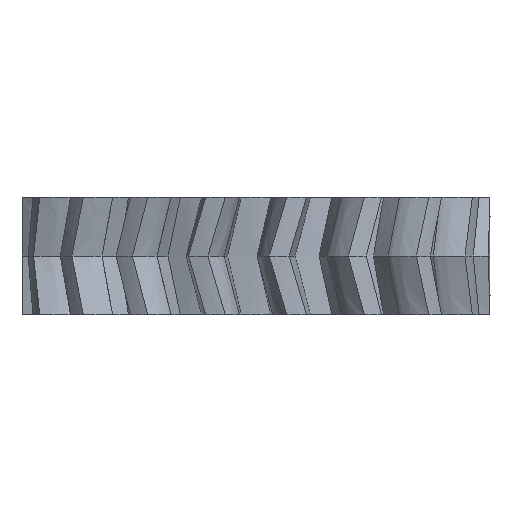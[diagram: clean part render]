
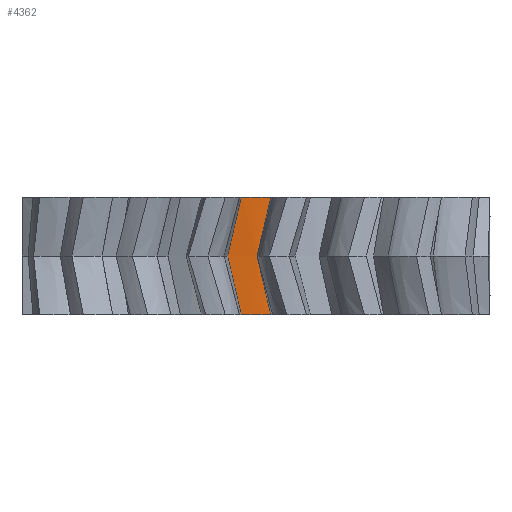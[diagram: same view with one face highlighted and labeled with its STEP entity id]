
A CAD part, front view. The second image highlights one B-rep face of the part: STEP entity #4362.
In plain terms, the highlighted cylindrical face has radius 7.75 mm (diameter 15.5 mm), a partial arc.
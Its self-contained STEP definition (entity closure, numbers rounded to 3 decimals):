
#266=B_SPLINE_CURVE_WITH_KNOTS('',3,(#17075,#17076,#17077,#17078,#17079,
#17080),.UNSPECIFIED.,.F.,.F.,(4,2,4),(0.,0.128,0.257),
 .UNSPECIFIED.);
#269=B_SPLINE_CURVE_WITH_KNOTS('',3,(#17128,#17129,#17130,#17131,#17132,
#17133),.UNSPECIFIED.,.F.,.F.,(4,2,4),(0.,0.128,0.257),
 .UNSPECIFIED.);
#411=B_SPLINE_CURVE_WITH_KNOTS('',3,(#36728,#36729,#36730,#36731,#36732,
#36733),.UNSPECIFIED.,.F.,.F.,(4,2,4),(0.,0.128,0.257),
 .UNSPECIFIED.);
#412=B_SPLINE_CURVE_WITH_KNOTS('',3,(#36736,#36737,#36738,#36739,#36740,
#36741),.UNSPECIFIED.,.F.,.F.,(4,2,4),(0.,0.128,0.257),
 .UNSPECIFIED.);
#936=FACE_OUTER_BOUND('',#1211,.T.);
#1211=EDGE_LOOP('',(#3706,#3707,#3708,#3709,#3710,#3711));
#1578=CIRCLE('',#4527,7.75);
#1605=CIRCLE('',#4557,7.75);
#1794=VERTEX_POINT('',#15871);
#1795=VERTEX_POINT('',#15873);
#1810=VERTEX_POINT('',#17074);
#1813=VERTEX_POINT('',#17127);
#1955=VERTEX_POINT('',#29260);
#1956=VERTEX_POINT('',#29262);
#2249=EDGE_CURVE('',#1794,#1795,#1578,.T.);
#2272=EDGE_CURVE('',#1795,#1810,#266,.T.);
#2277=EDGE_CURVE('',#1813,#1794,#269,.T.);
#2541=EDGE_CURVE('',#1956,#1955,#1605,.T.);
#2660=EDGE_CURVE('',#1955,#1810,#411,.T.);
#2661=EDGE_CURVE('',#1813,#1956,#412,.T.);
#3706=ORIENTED_EDGE('',*,*,#2660,.T.);
#3707=ORIENTED_EDGE('',*,*,#2272,.F.);
#3708=ORIENTED_EDGE('',*,*,#2249,.F.);
#3709=ORIENTED_EDGE('',*,*,#2277,.F.);
#3710=ORIENTED_EDGE('',*,*,#2661,.T.);
#3711=ORIENTED_EDGE('',*,*,#2541,.T.);
#4187=CYLINDRICAL_SURFACE('',#4587,7.75);
#4362=ADVANCED_FACE('',(#936),#4187,.T.);
#4527=AXIS2_PLACEMENT_3D('',#15874,#4722,#4723);
#4557=AXIS2_PLACEMENT_3D('',#29263,#4822,#4823);
#4587=AXIS2_PLACEMENT_3D('',#36735,#4910,#4911);
#4722=DIRECTION('center_axis',(0.,0.,1.));
#4723=DIRECTION('ref_axis',(1.,0.,0.));
#4822=DIRECTION('center_axis',(0.,0.,1.));
#4823=DIRECTION('ref_axis',(1.,0.,0.));
#4910=DIRECTION('center_axis',(0.,0.,1.));
#4911=DIRECTION('ref_axis',(1.,0.,0.));
#15871=CARTESIAN_POINT('',(17.867,-7.724,5.));
#15873=CARTESIAN_POINT('',(19.133,-7.724,5.));
#15874=CARTESIAN_POINT('Origin',(18.5,0.,5.));
#17074=CARTESIAN_POINT('',(18.552,-7.75,2.5));
#17075=CARTESIAN_POINT('Ctrl Pts',(19.133,-7.724,5.));
#17076=CARTESIAN_POINT('Ctrl Pts',(19.036,-7.732,4.583));
#17077=CARTESIAN_POINT('Ctrl Pts',(18.939,-7.738,4.167));
#17078=CARTESIAN_POINT('Ctrl Pts',(18.746,-7.747,3.333));
#17079=CARTESIAN_POINT('Ctrl Pts',(18.649,-7.749,2.917));
#17080=CARTESIAN_POINT('Ctrl Pts',(18.552,-7.75,2.5));
#17127=CARTESIAN_POINT('',(17.29,-7.655,2.5));
#17128=CARTESIAN_POINT('Ctrl Pts',(17.29,-7.655,2.5));
#17129=CARTESIAN_POINT('Ctrl Pts',(17.386,-7.67,2.917));
#17130=CARTESIAN_POINT('Ctrl Pts',(17.482,-7.683,3.333));
#17131=CARTESIAN_POINT('Ctrl Pts',(17.674,-7.706,4.167));
#17132=CARTESIAN_POINT('Ctrl Pts',(17.771,-7.716,4.583));
#17133=CARTESIAN_POINT('Ctrl Pts',(17.867,-7.724,5.));
#29260=CARTESIAN_POINT('',(19.133,-7.724,0.));
#29262=CARTESIAN_POINT('',(17.867,-7.724,0.));
#29263=CARTESIAN_POINT('Origin',(18.5,0.,0.));
#36728=CARTESIAN_POINT('Ctrl Pts',(19.133,-7.724,0.));
#36729=CARTESIAN_POINT('Ctrl Pts',(19.036,-7.732,0.417));
#36730=CARTESIAN_POINT('Ctrl Pts',(18.939,-7.738,0.833));
#36731=CARTESIAN_POINT('Ctrl Pts',(18.746,-7.747,1.667));
#36732=CARTESIAN_POINT('Ctrl Pts',(18.649,-7.749,2.083));
#36733=CARTESIAN_POINT('Ctrl Pts',(18.552,-7.75,2.5));
#36735=CARTESIAN_POINT('Origin',(18.5,0.,0.));
#36736=CARTESIAN_POINT('Ctrl Pts',(17.29,-7.655,2.5));
#36737=CARTESIAN_POINT('Ctrl Pts',(17.386,-7.67,2.083));
#36738=CARTESIAN_POINT('Ctrl Pts',(17.482,-7.683,1.667));
#36739=CARTESIAN_POINT('Ctrl Pts',(17.674,-7.706,0.833));
#36740=CARTESIAN_POINT('Ctrl Pts',(17.771,-7.716,0.417));
#36741=CARTESIAN_POINT('Ctrl Pts',(17.867,-7.724,0.));
